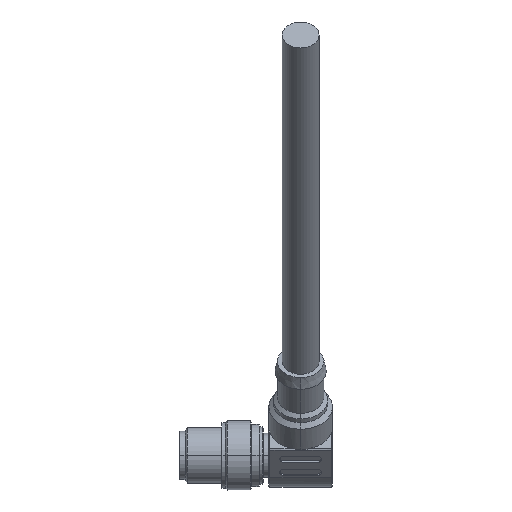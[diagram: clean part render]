
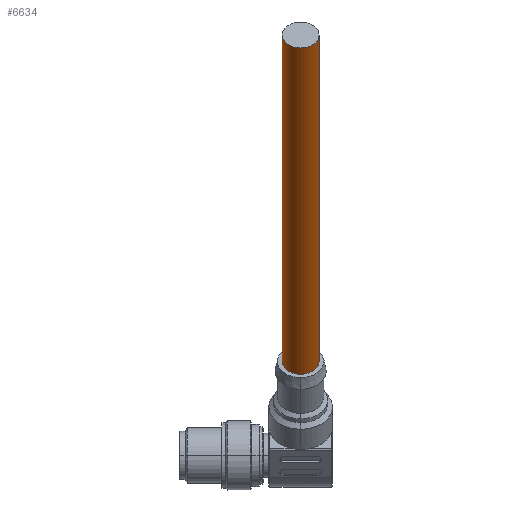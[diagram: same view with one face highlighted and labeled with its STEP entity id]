
A CAD part, top view. The second image highlights one B-rep face of the part: STEP entity #6634.
In plain terms, the highlighted cylindrical face has radius 4 mm (diameter 8 mm), a partial arc.
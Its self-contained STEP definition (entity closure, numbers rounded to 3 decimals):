
#2133=CARTESIAN_POINT('',(8.621,-3.935,10.133));
#2134=DIRECTION('',(0.,-0.707,-0.707));
#2135=DIRECTION('',(1.,0.,0.));
#2136=AXIS2_PLACEMENT_3D('',#2133,#2134,#2135);
#2146=DIRECTION('',(0.,0.707,0.707));
#2147=VECTOR('',#2146,100.);
#2148=CARTESIAN_POINT('',(4.621,-3.935,10.133));
#2149=LINE('',#2148,#2147);
#2150=DIRECTION('',(0.,-0.707,-0.707));
#2151=VECTOR('',#2150,100.);
#2152=CARTESIAN_POINT('',(12.621,66.775,80.844));
#2153=LINE('',#2152,#2151);
#2159=CARTESIAN_POINT('',(8.621,66.775,80.844));
#2160=DIRECTION('',(0.,0.707,0.707));
#2161=DIRECTION('',(-1.,0.,0.));
#2162=AXIS2_PLACEMENT_3D('',#2159,#2160,#2161);
#3415=CARTESIAN_POINT('',(4.621,-3.935,10.133));
#3416=CARTESIAN_POINT('',(12.621,-3.935,10.133));
#3417=VERTEX_POINT('',#3415);
#3418=VERTEX_POINT('',#3416);
#3419=CARTESIAN_POINT('',(12.621,66.775,80.844));
#3420=VERTEX_POINT('',#3419);
#3421=CARTESIAN_POINT('',(4.621,66.775,80.844));
#3422=VERTEX_POINT('',#3421);
#6622=CARTESIAN_POINT('',(8.621,-5.35,8.719));
#6623=DIRECTION('',(0.,0.707,0.707));
#6624=DIRECTION('',(1.,0.,0.));
#6625=AXIS2_PLACEMENT_3D('',#6622,#6623,#6624);
#6626=CYLINDRICAL_SURFACE('',#6625,4.);
#6627=ORIENTED_EDGE('',*,*,#6590,.T.);
#6628=ORIENTED_EDGE('',*,*,#6617,.T.);
#6630=ORIENTED_EDGE('',*,*,#6629,.T.);
#6631=ORIENTED_EDGE('',*,*,#6613,.T.);
#6632=EDGE_LOOP('',(#6627,#6628,#6630,#6631));
#6633=FACE_OUTER_BOUND('',#6632,.F.);
#2137=CIRCLE('',#2136,4.);
#2163=CIRCLE('',#2162,4.);
#6590=EDGE_CURVE('',#3418,#3417,#2137,.T.);
#6613=EDGE_CURVE('',#3420,#3418,#2153,.T.);
#6617=EDGE_CURVE('',#3417,#3422,#2149,.T.);
#6629=EDGE_CURVE('',#3422,#3420,#2163,.T.);
#6634=ADVANCED_FACE('',(#6633),#6626,.T.);
